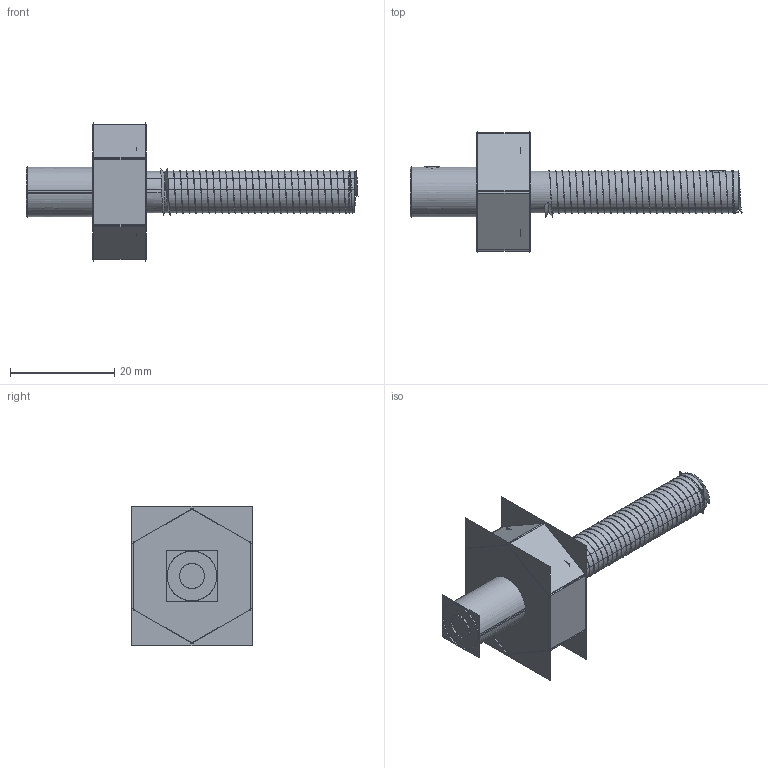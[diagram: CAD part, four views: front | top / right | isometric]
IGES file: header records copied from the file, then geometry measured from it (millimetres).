
Start section:  PTC IGES file: 161938.igs
Global section: file name: 161938.igs; native system: Creo Parametric by Parametric Technology Corporation; preprocessor: 2013230; author: pdmadmin; organization: Unknown; date: 20160301.145801; units: millimetre
Bounding box: 63.6 x 23.11 x 26.69 mm (x, y, z)
Volume: 5700 mm3; surface area: 73746.1 mm2
Topology: 1 solids, 3 shells, 230 faces, 1266 edges, 1646 vertices
Faces by surface type: revolution 160, bspline 70
